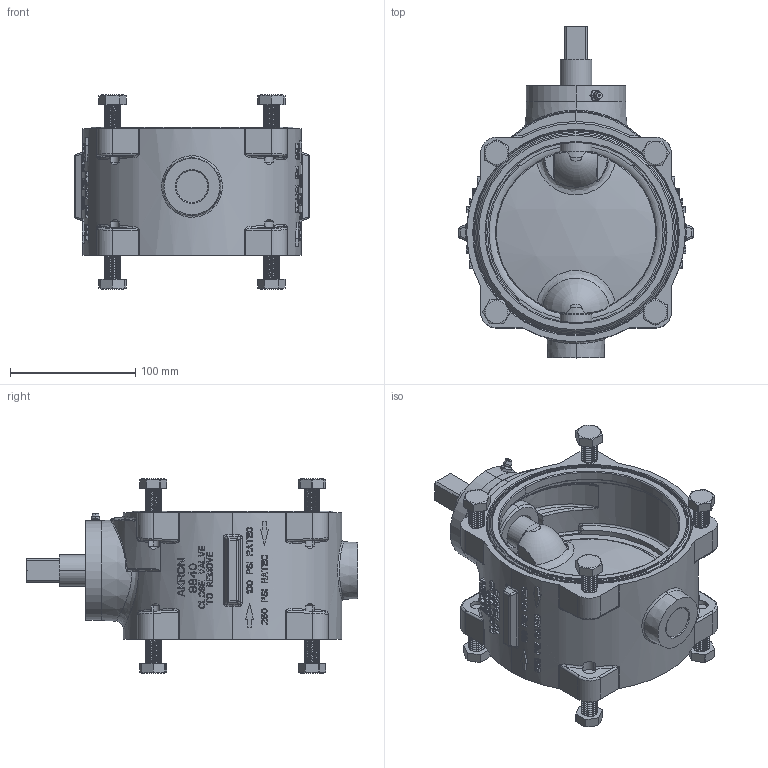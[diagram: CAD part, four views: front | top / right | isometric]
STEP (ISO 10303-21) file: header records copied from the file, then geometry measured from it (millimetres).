
FILE_DESCRIPTION((''),'2;1');
FILE_NAME('8840','2012-02-20T',('sobri'),(''),'PRO/ENGINEER BY PARAMETRIC TECHNOLOGY CORPORATION, 2011180','PRO/ENGINEER BY PARAMETRIC TECHNOLOGY CORPORATION, 2011180','');
FILE_SCHEMA(('CONFIG_CONTROL_DESIGN'));
Products named in the file (1): 8840
Bounding box: 187.32 x 265.23 x 155.45 mm (x, y, z)
Volume: 1286750.5 mm3; surface area: 329080.5 mm2
Topology: 2 solids, 2 shells, 4062 faces, 10691 edges, 6834 vertices
Faces by surface type: plane 2747, cylinder 675, cone 412, bspline 128, torus 78, sphere 18, revolution 4
Entity records: 150603 total; most frequent: CARTESIAN_POINT 54407, ORIENTED_EDGE 21378, DIRECTION 17778, EDGE_CURVE 10689, VERTEX_POINT 6834, VECTOR 6606, LINE 6606, AXIS2_PLACEMENT_3D 5584
